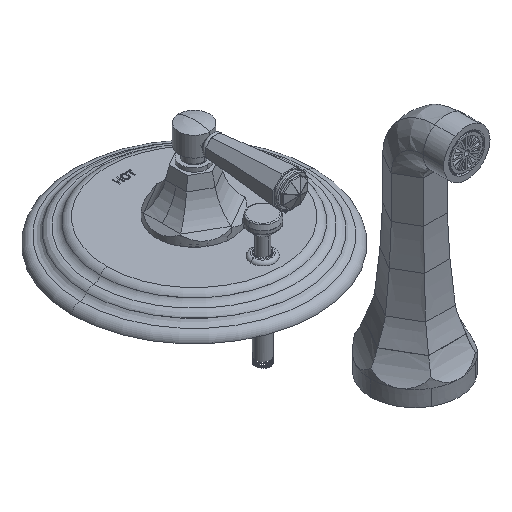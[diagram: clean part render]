
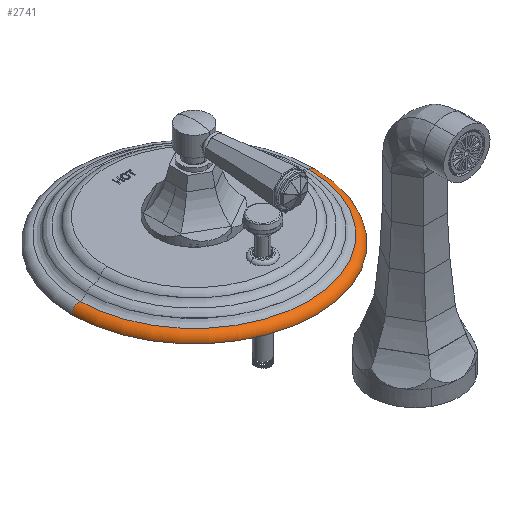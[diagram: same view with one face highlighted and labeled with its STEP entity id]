
A CAD part, isometric view. The second image highlights one B-rep face of the part: STEP entity #2741.
In plain terms, the highlighted toroidal (fillet/blend) face has major radius 92.075 mm and minor radius 6.35 mm.
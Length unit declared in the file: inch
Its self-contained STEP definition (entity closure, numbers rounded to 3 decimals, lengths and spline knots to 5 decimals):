
#2=CARTESIAN_POINT('',(0.,0.,0.));
#3=DIRECTION('',(0.,-1.,0.));
#4=DIRECTION('',(-1.,0.,0.));
#5=AXIS2_PLACEMENT_3D('',#2,#3,#4);
#7=CARTESIAN_POINT('',(-3.625,0.,0.));
#8=DIRECTION('',(0.,0.,-1.));
#9=DIRECTION('',(-1.,0.,0.));
#10=AXIS2_PLACEMENT_3D('',#7,#8,#9);
#12=CARTESIAN_POINT('',(3.625,0.,0.));
#13=DIRECTION('',(0.,0.,1.));
#14=DIRECTION('',(1.,0.,0.));
#15=AXIS2_PLACEMENT_3D('',#12,#13,#14);
#37=CARTESIAN_POINT('',(0.,0.25,0.));
#38=DIRECTION('',(0.,-1.,0.));
#39=DIRECTION('',(-1.,0.,0.));
#40=AXIS2_PLACEMENT_3D('',#37,#38,#39);
#2210=CARTESIAN_POINT('',(-3.875,0.,0.));
#2211=CARTESIAN_POINT('',(-3.625,0.25,0.));
#2212=VERTEX_POINT('',#2210);
#2213=VERTEX_POINT('',#2211);
#2222=CARTESIAN_POINT('',(3.875,0.,0.));
#2223=CARTESIAN_POINT('',(3.625,0.25,0.));
#2224=VERTEX_POINT('',#2222);
#2225=VERTEX_POINT('',#2223);
#2726=CARTESIAN_POINT('',(0.,0.,0.));
#2727=DIRECTION('',(0.,-1.,0.));
#2728=DIRECTION('',(1.,0.,0.));
#2729=AXIS2_PLACEMENT_3D('',#2726,#2727,#2728);
#2730=TOROIDAL_SURFACE('',#2729,3.625,0.25);
#2732=ORIENTED_EDGE('',*,*,#2731,.F.);
#2734=ORIENTED_EDGE('',*,*,#2733,.T.);
#2736=ORIENTED_EDGE('',*,*,#2735,.T.);
#2738=ORIENTED_EDGE('',*,*,#2737,.F.);
#2739=EDGE_LOOP('',(#2732,#2734,#2736,#2738));
#2740=FACE_OUTER_BOUND('',#2739,.F.);
#2741=ADVANCED_FACE('',(#2740),#2730,.T.);
#6=CIRCLE('',#5,3.875);
#11=CIRCLE('',#10,0.25);
#16=CIRCLE('',#15,0.25);
#41=CIRCLE('',#40,3.625);
#2731=EDGE_CURVE('',#2212,#2213,#11,.T.);
#2733=EDGE_CURVE('',#2212,#2224,#6,.T.);
#2735=EDGE_CURVE('',#2224,#2225,#16,.T.);
#2737=EDGE_CURVE('',#2213,#2225,#41,.T.);
